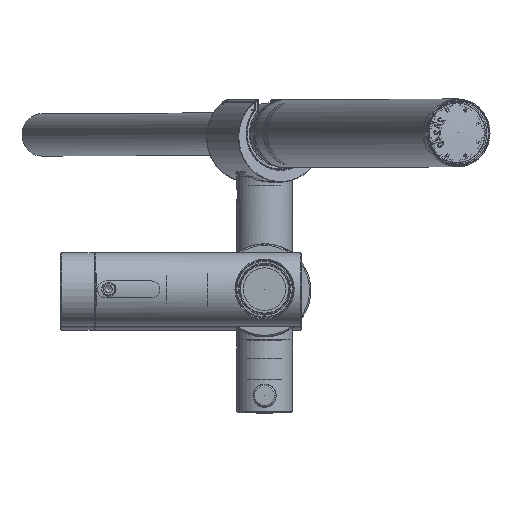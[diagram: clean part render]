
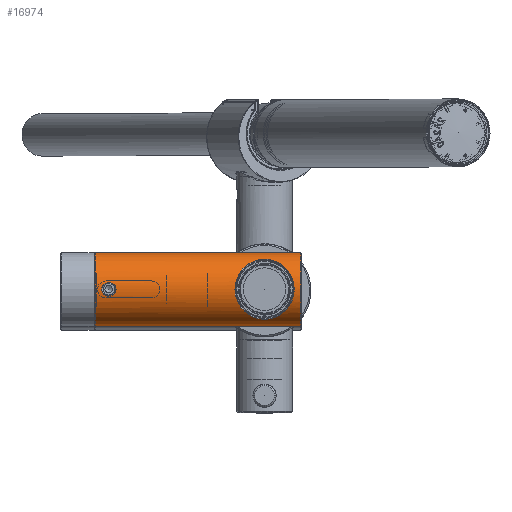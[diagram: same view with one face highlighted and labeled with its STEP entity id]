
A CAD part, top view. The second image highlights one B-rep face of the part: STEP entity #16974.
In plain terms, the highlighted cylindrical face has radius 13 mm (diameter 26 mm), a full revolution.
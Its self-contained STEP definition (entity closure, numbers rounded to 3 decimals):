
#808=B_SPLINE_CURVE_WITH_KNOTS('',3,(#26387,#26388,#26389,#26390,#26391,
#26392,#26393,#26394,#26395,#26396,#26397,#26398,#26399,#26400,#26401,#26402,
#26403,#26404,#26405,#26406,#26407,#26408,#26409,#26410,#26411,#26412,#26413,
#26414,#26415,#26416),.UNSPECIFIED.,.T.,.F.,(1,1,1,1,1,1,1,1,1,1,1,1,1,
1,1,1,1,1,1,1,1,1,1,1,1,1,1,1,1,1,1,1,1,1),(-0.007,-0.004,
-0.002,0.,0.002,0.004,
0.009,0.011,0.013,0.016,
0.018,0.02,0.022,0.024,
0.027,0.031,0.035,0.04,
0.044,0.047,0.049,0.051,
0.053,0.055,0.058,0.06,
0.062,0.064,0.067,0.069,
0.071,0.073,0.075,0.08),
 .UNSPECIFIED.);
#809=B_SPLINE_CURVE_WITH_KNOTS('',3,(#26418,#26419,#26420,#26421,#26422,
#26423,#26424,#26425,#26426,#26427,#26428,#26429,#26430,#26431,#26432,#26433,
#26434,#26435,#26436,#26437,#26438,#26439,#26440,#26441,#26442,#26443,#26444,
#26445,#26446,#26447),.UNSPECIFIED.,.T.,.F.,(1,1,1,1,1,1,1,1,1,1,1,1,1,
1,1,1,1,1,1,1,1,1,1,1,1,1,1,1,1,1,1,1,1,1),(-0.007,-0.004,
-0.002,0.,0.002,0.004,
0.009,0.011,0.013,0.016,
0.018,0.02,0.022,0.024,
0.027,0.031,0.035,0.04,
0.044,0.047,0.049,0.051,
0.053,0.055,0.058,0.06,
0.062,0.064,0.067,0.069,
0.071,0.073,0.075,0.08),
 .UNSPECIFIED.);
#810=B_SPLINE_CURVE_WITH_KNOTS('',3,(#26453,#26454,#26455,#26456,#26457,
#26458,#26459,#26460,#26461,#26462,#26463,#26464,#26465,#26466),
 .UNSPECIFIED.,.T.,.F.,(1,1,1,1,1,1,1,1,1,1,1,1,1,1,1,1,1,1),(-0.005,
-0.004,-0.002,0.,0.002,0.003,
0.004,0.006,0.008,0.009,
0.01,0.011,0.012,0.014,
0.015,0.017,0.018,0.019),
 .UNSPECIFIED.);
#1562=CYLINDRICAL_SURFACE('',#18463,13.);
#4312=ORIENTED_EDGE('',*,*,#8208,.T.);
#4313=ORIENTED_EDGE('',*,*,#8209,.T.);
#4314=ORIENTED_EDGE('',*,*,#8210,.T.);
#4315=ORIENTED_EDGE('',*,*,#8211,.T.);
#4316=ORIENTED_EDGE('',*,*,#8212,.F.);
#8208=EDGE_CURVE('',#10260,#10260,#808,.T.);
#8209=EDGE_CURVE('',#10261,#10261,#809,.T.);
#8210=EDGE_CURVE('',#10262,#10262,#11760,.T.);
#8211=EDGE_CURVE('',#10263,#10263,#11761,.F.);
#8212=EDGE_CURVE('',#10264,#10264,#810,.T.);
#10260=VERTEX_POINT('',#26417);
#10261=VERTEX_POINT('',#26448);
#10262=VERTEX_POINT('',#26450);
#10263=VERTEX_POINT('',#26452);
#10264=VERTEX_POINT('',#26467);
#11760=CIRCLE('',#18464,13.);
#11761=CIRCLE('',#18465,13.);
#12769=EDGE_LOOP('',(#4312));
#12770=EDGE_LOOP('',(#4313));
#12771=EDGE_LOOP('',(#4314));
#12772=EDGE_LOOP('',(#4315));
#12773=EDGE_LOOP('',(#4316));
#14376=FACE_BOUND('',#12769,.T.);
#14377=FACE_BOUND('',#12770,.T.);
#14378=FACE_BOUND('',#12771,.T.);
#14379=FACE_BOUND('',#12772,.T.);
#14380=FACE_BOUND('',#12773,.T.);
#16974=ADVANCED_FACE('',(#14376,#14377,#14378,#14379,#14380),#1562,.T.);
#18463=AXIS2_PLACEMENT_3D('',#26386,#21101,#21102);
#18464=AXIS2_PLACEMENT_3D('',#26449,#21103,#21104);
#18465=AXIS2_PLACEMENT_3D('',#26451,#21105,#21106);
#21101=DIRECTION('',(0.,0.,-1.));
#21102=DIRECTION('',(-1.,0.,0.));
#21103=DIRECTION('',(0.,0.,-1.));
#21104=DIRECTION('',(-1.,0.,0.));
#21105=DIRECTION('',(0.,0.,-1.));
#21106=DIRECTION('',(-1.,0.,0.));
#26386=CARTESIAN_POINT('',(0.,0.,73.));
#26387=CARTESIAN_POINT('',(2.224,-12.87,49.706));
#26388=CARTESIAN_POINT('',(-0.002,-13.065,49.472));
#26389=CARTESIAN_POINT('',(-2.215,-12.871,49.704));
#26390=CARTESIAN_POINT('',(-4.951,-12.159,50.575));
#26391=CARTESIAN_POINT('',(-7.196,-10.929,52.131));
#26392=CARTESIAN_POINT('',(-8.848,-9.564,54.122));
#26393=CARTESIAN_POINT('',(-9.808,-8.563,55.843));
#26394=CARTESIAN_POINT('',(-10.452,-7.742,57.803));
#26395=CARTESIAN_POINT('',(-10.694,-7.389,60.007));
#26396=CARTESIAN_POINT('',(-10.45,-7.745,62.204));
#26397=CARTESIAN_POINT('',(-9.806,-8.565,64.159));
#26398=CARTESIAN_POINT('',(-8.851,-9.561,65.874));
#26399=CARTESIAN_POINT('',(-7.189,-10.932,67.874));
#26400=CARTESIAN_POINT('',(-4.418,-12.461,69.806));
#26401=CARTESIAN_POINT('',(-0.033,-13.264,70.765));
#26402=CARTESIAN_POINT('',(4.361,-12.484,69.834));
#26403=CARTESIAN_POINT('',(7.172,-10.945,67.891));
#26404=CARTESIAN_POINT('',(8.842,-9.57,65.888));
#26405=CARTESIAN_POINT('',(9.8,-8.571,64.173));
#26406=CARTESIAN_POINT('',(10.45,-7.745,62.209));
#26407=CARTESIAN_POINT('',(10.694,-7.389,60.004));
#26408=CARTESIAN_POINT('',(10.452,-7.742,57.804));
#26409=CARTESIAN_POINT('',(9.806,-8.564,55.842));
#26410=CARTESIAN_POINT('',(8.853,-9.559,54.129));
#26411=CARTESIAN_POINT('',(7.599,-10.593,52.619));
#26412=CARTESIAN_POINT('',(6.082,-11.541,51.359));
#26413=CARTESIAN_POINT('',(4.266,-12.337,50.357));
#26414=CARTESIAN_POINT('',(2.224,-12.87,49.706));
#26415=CARTESIAN_POINT('',(-0.002,-13.065,49.472));
#26416=CARTESIAN_POINT('',(-2.215,-12.871,49.704));
#26417=CARTESIAN_POINT('',(0.,-13.,49.55));
#26418=CARTESIAN_POINT('',(-2.224,12.87,49.706));
#26419=CARTESIAN_POINT('',(0.002,13.065,49.472));
#26420=CARTESIAN_POINT('',(2.215,12.871,49.704));
#26421=CARTESIAN_POINT('',(4.951,12.159,50.575));
#26422=CARTESIAN_POINT('',(7.196,10.929,52.131));
#26423=CARTESIAN_POINT('',(8.848,9.564,54.122));
#26424=CARTESIAN_POINT('',(9.808,8.563,55.843));
#26425=CARTESIAN_POINT('',(10.452,7.742,57.803));
#26426=CARTESIAN_POINT('',(10.694,7.389,60.007));
#26427=CARTESIAN_POINT('',(10.45,7.745,62.204));
#26428=CARTESIAN_POINT('',(9.806,8.565,64.159));
#26429=CARTESIAN_POINT('',(8.851,9.561,65.874));
#26430=CARTESIAN_POINT('',(7.189,10.932,67.874));
#26431=CARTESIAN_POINT('',(4.418,12.461,69.806));
#26432=CARTESIAN_POINT('',(0.033,13.264,70.765));
#26433=CARTESIAN_POINT('',(-4.361,12.484,69.834));
#26434=CARTESIAN_POINT('',(-7.172,10.945,67.891));
#26435=CARTESIAN_POINT('',(-8.842,9.57,65.888));
#26436=CARTESIAN_POINT('',(-9.8,8.571,64.173));
#26437=CARTESIAN_POINT('',(-10.45,7.745,62.209));
#26438=CARTESIAN_POINT('',(-10.694,7.389,60.004));
#26439=CARTESIAN_POINT('',(-10.452,7.742,57.804));
#26440=CARTESIAN_POINT('',(-9.806,8.564,55.842));
#26441=CARTESIAN_POINT('',(-8.853,9.559,54.129));
#26442=CARTESIAN_POINT('',(-7.599,10.593,52.619));
#26443=CARTESIAN_POINT('',(-6.082,11.541,51.359));
#26444=CARTESIAN_POINT('',(-4.266,12.337,50.357));
#26445=CARTESIAN_POINT('',(-2.224,12.87,49.706));
#26446=CARTESIAN_POINT('',(0.002,13.065,49.472));
#26447=CARTESIAN_POINT('',(2.215,12.871,49.704));
#26448=CARTESIAN_POINT('',(0.,13.,49.55));
#26449=CARTESIAN_POINT('',(0.,0.,72.8));
#26450=CARTESIAN_POINT('',(-13.,0.,72.8));
#26451=CARTESIAN_POINT('',(0.,0.,0.2));
#26452=CARTESIAN_POINT('',(-13.,0.,0.2));
#26453=CARTESIAN_POINT('',(-2.581,-12.736,5.048));
#26454=CARTESIAN_POINT('',(-1.927,-12.88,3.092));
#26455=CARTESIAN_POINT('',(-0.371,-13.026,2.288));
#26456=CARTESIAN_POINT('',(0.928,-12.977,2.564));
#26457=CARTESIAN_POINT('',(1.983,-12.862,3.352));
#26458=CARTESIAN_POINT('',(2.582,-12.737,4.957));
#26459=CARTESIAN_POINT('',(2.03,-12.853,6.576));
#26460=CARTESIAN_POINT('',(1.009,-12.971,7.396));
#26461=CARTESIAN_POINT('',(0.049,-13.013,7.642));
#26462=CARTESIAN_POINT('',(-0.926,-12.978,7.437));
#26463=CARTESIAN_POINT('',(-1.981,-12.862,6.651));
#26464=CARTESIAN_POINT('',(-2.581,-12.736,5.048));
#26465=CARTESIAN_POINT('',(-1.927,-12.88,3.092));
#26466=CARTESIAN_POINT('',(-0.371,-13.026,2.288));
#26467=CARTESIAN_POINT('',(-1.725,-12.885,3.257));
